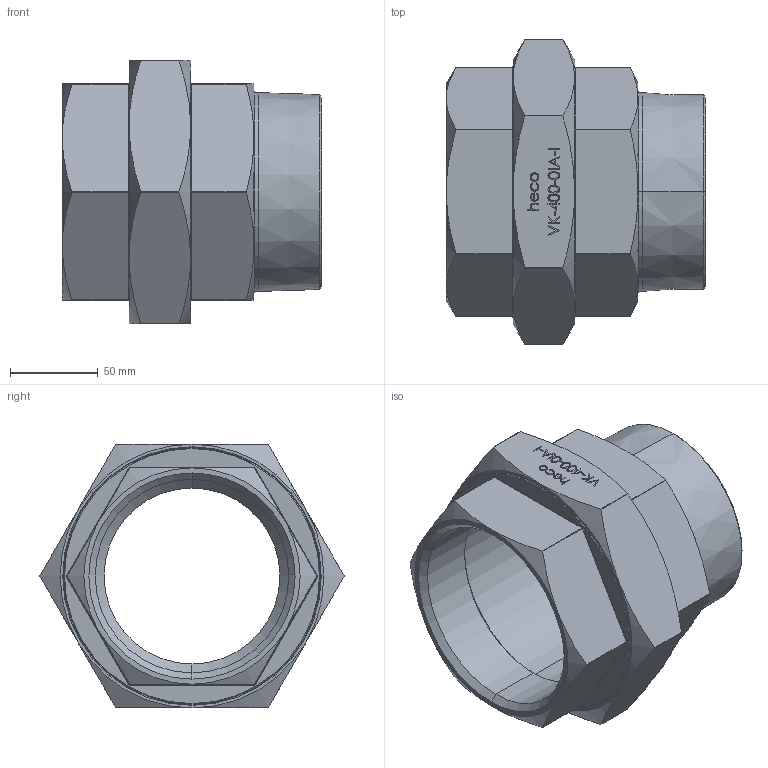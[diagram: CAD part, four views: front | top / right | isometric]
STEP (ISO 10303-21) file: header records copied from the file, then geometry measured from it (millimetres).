
FILE_DESCRIPTION (( 'STEP AP214' ), '1' );
FILE_NAME ('heco_VK-400-0IA-I.STEP', '2016-09-22T06:51:52', ( '' ), ( '' ), 'SwSTEP 2.0', 'SolidWorks 2016', '' );
FILE_SCHEMA (( 'AUTOMOTIVE_DESIGN' ));
Length unit declared in the file: millimetre
Products named in the file (1): heco_VK-400-0IA-I
Bounding box: 147.5 x 173.11 x 150.05 mm (x, y, z)
Volume: 651674.3 mm3; surface area: 132257.3 mm2
Topology: 1 solids, 1 shells, 317 faces, 787 edges, 490 vertices
Faces by surface type: plane 125, cylinder 74, bspline 74, cone 40, torus 4
Entity records: 15141 total; most frequent: CARTESIAN_POINT 6749, ORIENTED_EDGE 1550, DIRECTION 1047, EDGE_CURVE 775, VERTEX_POINT 490, VECTOR 407, LINE 407, EDGE_LOOP 349
